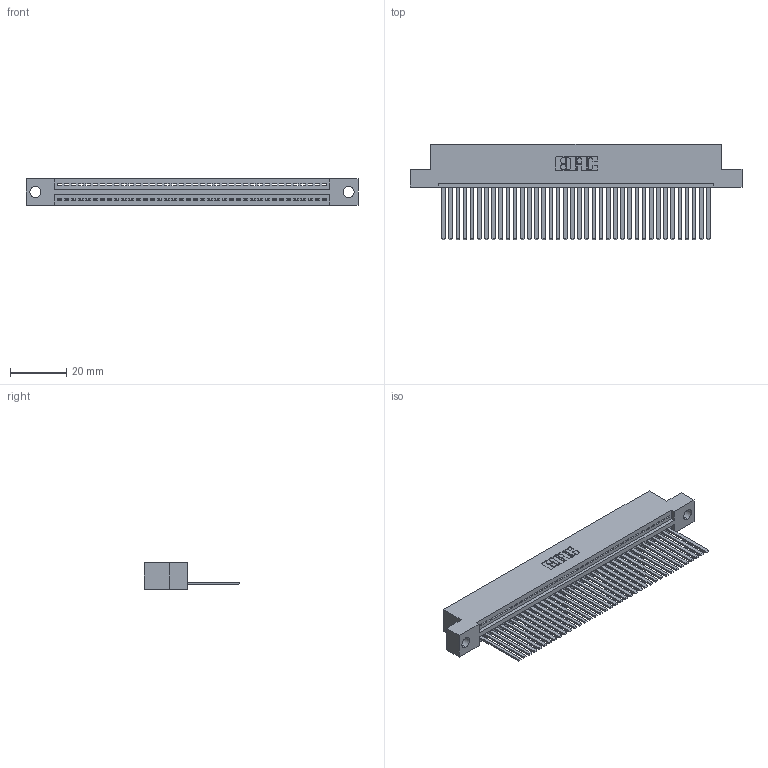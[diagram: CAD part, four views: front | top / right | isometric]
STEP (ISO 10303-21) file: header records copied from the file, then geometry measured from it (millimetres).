
FILE_DESCRIPTION (( 'STEP AP203' ), '1' );
FILE_NAME ('395-038-544-104.STEP', '2021-05-31T14:58:04', ( '' ), ( '' ), 'SwSTEP 2.0', 'SolidWorks 2020', '' );
FILE_SCHEMA (( 'CONFIG_CONTROL_DESIGN' ));
Length unit declared in the file: inch
Products named in the file (3): 345-292-001_345-293-144; 395-038-544-104; 345 Part_Flush Mounting Lugs - 0.156 Dia-TI
Assembly tree (39 placements, depth 2):
  395-038-544-104
    345 Part_Flush Mounting Lugs - 0.156 Dia-TI
    345-292-001_345-293-144  x38
Bounding box: 117.73 x 33.96 x 9.4 mm (x, y, z)
Volume: 11483.4 mm3; surface area: 16369.7 mm2
Topology: 39 solids, 39 shells, 2116 faces, 6381 edges, 4202 vertices
Faces by surface type: plane 1462, cylinder 654
Entity records: 29373 total; most frequent: CARTESIAN_POINT 5096, ORIENTED_EDGE 5066, DIRECTION 4453, EDGE_CURVE 2533, LINE 2253, VECTOR 2253, VERTEX_POINT 1686, AXIS2_PLACEMENT_3D 1100
